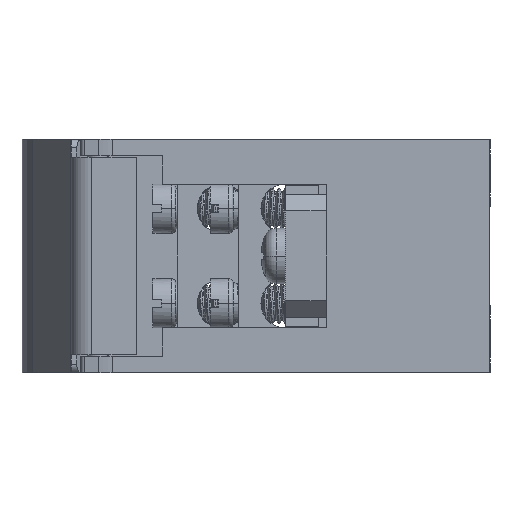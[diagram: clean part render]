
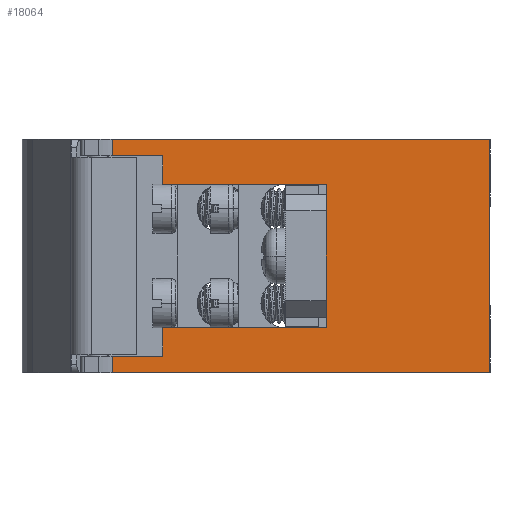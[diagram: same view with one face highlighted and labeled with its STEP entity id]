
A CAD part, left-side view. The second image highlights one B-rep face of the part: STEP entity #18064.
In plain terms, the highlighted planar face has unit normal (-1, 0, 0).
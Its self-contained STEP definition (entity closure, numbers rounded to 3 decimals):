
#457=DIRECTION('',(0.,0.,-1.));
#458=VECTOR('',#457,15.);
#459=CARTESIAN_POINT('',(-21.,20.,7.5));
#460=LINE('',#459,#458);
#461=DIRECTION('',(0.,0.,-1.));
#462=VECTOR('',#461,1.25);
#463=CARTESIAN_POINT('',(-21.,20.,8.75));
#464=LINE('',#463,#462);
#465=DIRECTION('',(0.,-1.,0.));
#466=VECTOR('',#465,20.);
#467=CARTESIAN_POINT('',(-21.,40.,8.75));
#468=LINE('',#467,#466);
#469=DIRECTION('',(0.,0.,1.));
#470=VECTOR('',#469,3.5);
#471=CARTESIAN_POINT('',(-21.,40.,8.75));
#472=LINE('',#471,#470);
#473=DIRECTION('',(0.,-1.,0.));
#474=VECTOR('',#473,6.172);
#475=CARTESIAN_POINT('',(-21.,46.172,12.25));
#476=LINE('',#475,#474);
#477=DIRECTION('',(0.,0.,-1.));
#478=VECTOR('',#477,2.);
#479=CARTESIAN_POINT('',(-21.,46.172,14.25));
#480=LINE('',#479,#478);
#481=DIRECTION('',(0.,0.,-1.));
#482=VECTOR('',#481,2.);
#483=CARTESIAN_POINT('',(-21.,46.172,-12.25));
#484=LINE('',#483,#482);
#485=DIRECTION('',(0.,-1.,0.));
#486=VECTOR('',#485,6.172);
#487=CARTESIAN_POINT('',(-21.,46.172,-12.25));
#488=LINE('',#487,#486);
#489=DIRECTION('',(0.,0.,1.));
#490=VECTOR('',#489,3.5);
#491=CARTESIAN_POINT('',(-21.,40.,-12.25));
#492=LINE('',#491,#490);
#493=DIRECTION('',(0.,-1.,0.));
#494=VECTOR('',#493,20.);
#495=CARTESIAN_POINT('',(-21.,40.,-8.75));
#496=LINE('',#495,#494);
#497=DIRECTION('',(0.,0.,-1.));
#498=VECTOR('',#497,1.25);
#499=CARTESIAN_POINT('',(-21.,20.,-7.5));
#500=LINE('',#499,#498);
#1157=DIRECTION('',(0.,-1.,0.));
#1158=VECTOR('',#1157,46.172);
#1159=CARTESIAN_POINT('',(-21.,46.172,14.25));
#1160=LINE('',#1159,#1158);
#1386=DIRECTION('',(0.,-1.,0.));
#1387=VECTOR('',#1386,46.172);
#1388=CARTESIAN_POINT('',(-21.,46.172,-14.25));
#1389=LINE('',#1388,#1387);
#2397=DIRECTION('',(0.,0.,1.));
#2398=VECTOR('',#2397,28.5);
#2399=CARTESIAN_POINT('',(-21.,0.,-14.25));
#2400=LINE('',#2399,#2398);
#15614=CARTESIAN_POINT('',(-21.,0.,-14.25));
#15615=CARTESIAN_POINT('',(-21.,0.,14.25));
#15616=VERTEX_POINT('',#15614);
#15617=VERTEX_POINT('',#15615);
#15670=CARTESIAN_POINT('',(-21.,40.,8.75));
#15671=CARTESIAN_POINT('',(-21.,40.,12.25));
#15672=VERTEX_POINT('',#15670);
#15673=VERTEX_POINT('',#15671);
#15674=CARTESIAN_POINT('',(-21.,40.,-12.25));
#15675=CARTESIAN_POINT('',(-21.,40.,-8.75));
#15676=VERTEX_POINT('',#15674);
#15677=VERTEX_POINT('',#15675);
#15686=CARTESIAN_POINT('',(-21.,20.,8.75));
#15687=VERTEX_POINT('',#15686);
#15688=CARTESIAN_POINT('',(-21.,20.,-8.75));
#15689=VERTEX_POINT('',#15688);
#15778=CARTESIAN_POINT('',(-21.,46.172,12.25));
#15780=VERTEX_POINT('',#15778);
#15784=CARTESIAN_POINT('',(-21.,46.172,14.25));
#15785=VERTEX_POINT('',#15784);
#15786=CARTESIAN_POINT('',(-21.,46.172,-14.25));
#15788=VERTEX_POINT('',#15786);
#15792=CARTESIAN_POINT('',(-21.,46.172,-12.25));
#15793=VERTEX_POINT('',#15792);
#16374=CARTESIAN_POINT('',(-21.,20.,7.5));
#16375=CARTESIAN_POINT('',(-21.,20.,-7.5));
#16376=VERTEX_POINT('',#16374);
#16377=VERTEX_POINT('',#16375);
#18030=CARTESIAN_POINT('',(-21.,56.,-14.25));
#18031=DIRECTION('',(-1.,0.,0.));
#18032=DIRECTION('',(0.,-1.,0.));
#18033=AXIS2_PLACEMENT_3D('',#18030,#18031,#18032);
#18034=PLANE('',#18033);
#18035=ORIENTED_EDGE('',*,*,#18011,.F.);
#18037=ORIENTED_EDGE('',*,*,#18036,.F.);
#18039=ORIENTED_EDGE('',*,*,#18038,.F.);
#18041=ORIENTED_EDGE('',*,*,#18040,.T.);
#18043=ORIENTED_EDGE('',*,*,#18042,.F.);
#18045=ORIENTED_EDGE('',*,*,#18044,.F.);
#18047=ORIENTED_EDGE('',*,*,#18046,.T.);
#18049=ORIENTED_EDGE('',*,*,#18048,.F.);
#18051=ORIENTED_EDGE('',*,*,#18050,.F.);
#18053=ORIENTED_EDGE('',*,*,#18052,.F.);
#18055=ORIENTED_EDGE('',*,*,#18054,.T.);
#18057=ORIENTED_EDGE('',*,*,#18056,.T.);
#18059=ORIENTED_EDGE('',*,*,#18058,.T.);
#18061=ORIENTED_EDGE('',*,*,#18060,.F.);
#18062=EDGE_LOOP('',(#18035,#18037,#18039,#18041,#18043,#18045,#18047,#18049,
#18051,#18053,#18055,#18057,#18059,#18061));
#18063=FACE_OUTER_BOUND('',#18062,.F.);
#18064=ADVANCED_FACE('',(#18063),#18034,.T.);
#18011=EDGE_CURVE('',#16376,#16377,#460,.T.);
#18036=EDGE_CURVE('',#15687,#16376,#464,.T.);
#18038=EDGE_CURVE('',#15672,#15687,#468,.T.);
#18040=EDGE_CURVE('',#15672,#15673,#472,.T.);
#18042=EDGE_CURVE('',#15780,#15673,#476,.T.);
#18044=EDGE_CURVE('',#15785,#15780,#480,.T.);
#18046=EDGE_CURVE('',#15785,#15617,#1160,.T.);
#18048=EDGE_CURVE('',#15616,#15617,#2400,.T.);
#18050=EDGE_CURVE('',#15788,#15616,#1389,.T.);
#18052=EDGE_CURVE('',#15793,#15788,#484,.T.);
#18054=EDGE_CURVE('',#15793,#15676,#488,.T.);
#18056=EDGE_CURVE('',#15676,#15677,#492,.T.);
#18058=EDGE_CURVE('',#15677,#15689,#496,.T.);
#18060=EDGE_CURVE('',#16377,#15689,#500,.T.);
